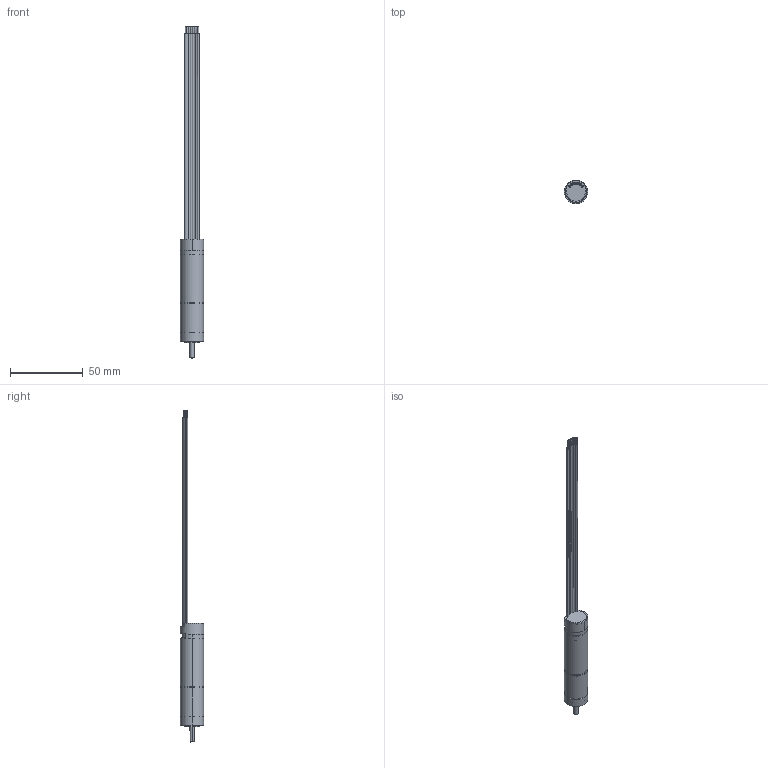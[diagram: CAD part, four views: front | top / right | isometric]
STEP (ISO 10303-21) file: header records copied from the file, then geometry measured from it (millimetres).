
FILE_DESCRIPTION (( 'STEP AP203' ), '1' );
FILE_NAME ('ECU16036+M16+PG16M.STEP', '2020-09-23T08:36:20', ( 'Sky123.Org' ), ( 'Sky123.Org' ), 'SwSTEP 2.0', 'SolidWorks 2014', '' );
FILE_SCHEMA (( 'CONFIG_CONTROL_DESIGN' ));
Length unit declared in the file: millimetre
Products named in the file (3): ECU16036+M16+PG16M; ECU16 M16; pg16_asm
Assembly tree (2 placements, depth 2):
  ECU16036+M16+PG16M
    ECU16 M16
    pg16_asm
Bounding box: 16 x 16 x 227.7 mm (x, y, z)
Surface area: 18965.5 mm2 (no closed solid volume)
Topology: 0 solids, 40 shells, 1832 faces, 5025 edges, 3309 vertices
Faces by surface type: cylinder 858, bspline 441, cone 288, plane 245
Entity records: 77294 total; most frequent: CARTESIAN_POINT 32870, ORIENTED_EDGE 9924, DIRECTION 8363, EDGE_CURVE 4990, AXIS2_PLACEMENT_3D 3394, VERTEX_POINT 3309, CIRCLE 1998, EDGE_LOOP 1985
